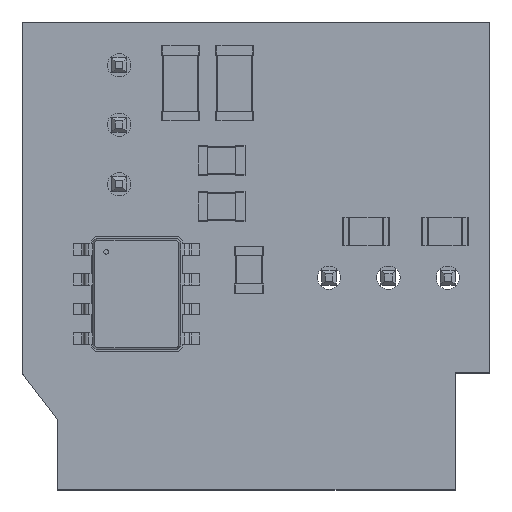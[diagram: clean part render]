
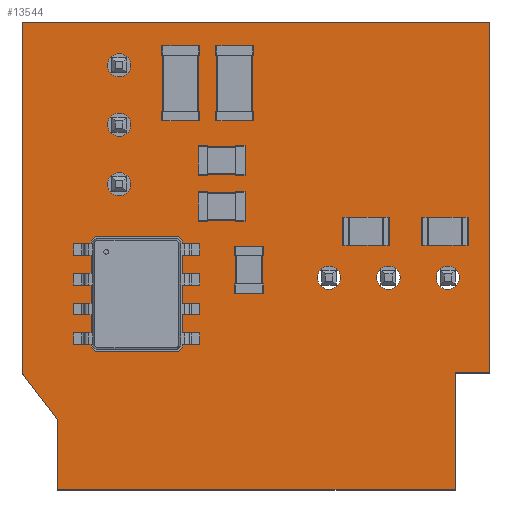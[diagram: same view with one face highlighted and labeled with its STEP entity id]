
A CAD part, top view. The second image highlights one B-rep face of the part: STEP entity #13544.
In plain terms, the highlighted planar face has unit normal (0, 0, 1).
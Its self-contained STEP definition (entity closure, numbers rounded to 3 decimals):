
#13246 = VERTEX_POINT('',#13247);
#13247 = CARTESIAN_POINT('',(45.,-40.,1.606));
#13253 = EDGE_CURVE('',#13246,#13254,#13256,.T.);
#13254 = VERTEX_POINT('',#13255);
#13255 = CARTESIAN_POINT('',(43.515,-40.,1.606));
#13256 = LINE('',#13257,#13258);
#13257 = CARTESIAN_POINT('',(45.,-40.,1.606));
#13258 = VECTOR('',#13259,1.);
#13259 = DIRECTION('',(-1.,0.,0.));
#13286 = VERTEX_POINT('',#13287);
#13287 = CARTESIAN_POINT('',(45.,-25.,1.606));
#13293 = EDGE_CURVE('',#13286,#13246,#13294,.T.);
#13294 = LINE('',#13295,#13296);
#13295 = CARTESIAN_POINT('',(45.,-25.,1.606));
#13296 = VECTOR('',#13297,1.);
#13297 = DIRECTION('',(0.,-1.,0.));
#13315 = EDGE_CURVE('',#13254,#13316,#13318,.T.);
#13316 = VERTEX_POINT('',#13317);
#13317 = CARTESIAN_POINT('',(43.515,-45.,1.606));
#13318 = LINE('',#13319,#13320);
#13319 = CARTESIAN_POINT('',(43.515,-40.,1.606));
#13320 = VECTOR('',#13321,1.);
#13321 = DIRECTION('',(0.,-1.,0.));
#13544 = ADVANCED_FACE('',(#13545,#13588,#13599,#13610,#13621,#13632,
    #13643,#13654,#13665,#13676,#13687,#13698,#13709,#13720,#13731),
  #13742,.F.);
#13545 = FACE_BOUND('',#13546,.F.);
#13546 = EDGE_LOOP('',(#13547,#13548,#13549,#13557,#13565,#13573,#13581,
    #13587));
#13547 = ORIENTED_EDGE('',*,*,#13253,.T.);
#13548 = ORIENTED_EDGE('',*,*,#13315,.T.);
#13549 = ORIENTED_EDGE('',*,*,#13550,.T.);
#13550 = EDGE_CURVE('',#13316,#13551,#13553,.T.);
#13551 = VERTEX_POINT('',#13552);
#13552 = CARTESIAN_POINT('',(26.515,-45.,1.606));
#13553 = LINE('',#13554,#13555);
#13554 = CARTESIAN_POINT('',(43.515,-45.,1.606));
#13555 = VECTOR('',#13556,1.);
#13556 = DIRECTION('',(-1.,0.,0.));
#13557 = ORIENTED_EDGE('',*,*,#13558,.T.);
#13558 = EDGE_CURVE('',#13551,#13559,#13561,.T.);
#13559 = VERTEX_POINT('',#13560);
#13560 = CARTESIAN_POINT('',(26.515,-42.,1.606));
#13561 = LINE('',#13562,#13563);
#13562 = CARTESIAN_POINT('',(26.515,-45.,1.606));
#13563 = VECTOR('',#13564,1.);
#13564 = DIRECTION('',(0.,1.,0.));
#13565 = ORIENTED_EDGE('',*,*,#13566,.T.);
#13566 = EDGE_CURVE('',#13559,#13567,#13569,.T.);
#13567 = VERTEX_POINT('',#13568);
#13568 = CARTESIAN_POINT('',(25.,-40.,1.606));
#13569 = LINE('',#13570,#13571);
#13570 = CARTESIAN_POINT('',(26.515,-42.,1.606));
#13571 = VECTOR('',#13572,1.);
#13572 = DIRECTION('',(-0.604,0.797,0.));
#13573 = ORIENTED_EDGE('',*,*,#13574,.T.);
#13574 = EDGE_CURVE('',#13567,#13575,#13577,.T.);
#13575 = VERTEX_POINT('',#13576);
#13576 = CARTESIAN_POINT('',(25.,-25.,1.606));
#13577 = LINE('',#13578,#13579);
#13578 = CARTESIAN_POINT('',(25.,-40.,1.606));
#13579 = VECTOR('',#13580,1.);
#13580 = DIRECTION('',(0.,1.,0.));
#13581 = ORIENTED_EDGE('',*,*,#13582,.T.);
#13582 = EDGE_CURVE('',#13575,#13286,#13583,.T.);
#13583 = LINE('',#13584,#13585);
#13584 = CARTESIAN_POINT('',(25.,-25.,1.606));
#13585 = VECTOR('',#13586,1.);
#13586 = DIRECTION('',(1.,0.,0.));
#13587 = ORIENTED_EDGE('',*,*,#13293,.T.);
#13588 = FACE_BOUND('',#13589,.F.);
#13589 = EDGE_LOOP('',(#13590));
#13590 = ORIENTED_EDGE('',*,*,#13591,.F.);
#13591 = EDGE_CURVE('',#13592,#13592,#13594,.T.);
#13592 = VERTEX_POINT('',#13593);
#13593 = CARTESIAN_POINT('',(43.2,-36.43,1.606));
#13594 = CIRCLE('',#13595,0.5);
#13595 = AXIS2_PLACEMENT_3D('',#13596,#13597,#13598);
#13596 = CARTESIAN_POINT('',(43.2,-35.93,1.606));
#13597 = DIRECTION('',(-0.,0.,-1.));
#13598 = DIRECTION('',(-0.,-1.,0.));
#13599 = FACE_BOUND('',#13600,.F.);
#13600 = EDGE_LOOP('',(#13601));
#13601 = ORIENTED_EDGE('',*,*,#13602,.F.);
#13602 = EDGE_CURVE('',#13603,#13603,#13605,.T.);
#13603 = VERTEX_POINT('',#13604);
#13604 = CARTESIAN_POINT('',(40.66,-36.43,1.606));
#13605 = CIRCLE('',#13606,0.5);
#13606 = AXIS2_PLACEMENT_3D('',#13607,#13608,#13609);
#13607 = CARTESIAN_POINT('',(40.66,-35.93,1.606));
#13608 = DIRECTION('',(-0.,0.,-1.));
#13609 = DIRECTION('',(-0.,-1.,0.));
#13610 = FACE_BOUND('',#13611,.F.);
#13611 = EDGE_LOOP('',(#13612));
#13612 = ORIENTED_EDGE('',*,*,#13613,.F.);
#13613 = EDGE_CURVE('',#13614,#13614,#13616,.T.);
#13614 = VERTEX_POINT('',#13615);
#13615 = CARTESIAN_POINT('',(38.12,-36.43,1.606));
#13616 = CIRCLE('',#13617,0.5);
#13617 = AXIS2_PLACEMENT_3D('',#13618,#13619,#13620);
#13618 = CARTESIAN_POINT('',(38.12,-35.93,1.606));
#13619 = DIRECTION('',(-0.,0.,-1.));
#13620 = DIRECTION('',(-0.,-1.,0.));
#13621 = FACE_BOUND('',#13622,.F.);
#13622 = EDGE_LOOP('',(#13623));
#13623 = ORIENTED_EDGE('',*,*,#13624,.F.);
#13624 = EDGE_CURVE('',#13625,#13625,#13627,.T.);
#13625 = VERTEX_POINT('',#13626);
#13626 = CARTESIAN_POINT('',(30.5,-38.58,1.606));
#13627 = CIRCLE('',#13628,0.15);
#13628 = AXIS2_PLACEMENT_3D('',#13629,#13630,#13631);
#13629 = CARTESIAN_POINT('',(30.5,-38.43,1.606));
#13630 = DIRECTION('',(-0.,0.,-1.));
#13631 = DIRECTION('',(-0.,-1.,0.));
#13632 = FACE_BOUND('',#13633,.F.);
#13633 = EDGE_LOOP('',(#13634));
#13634 = ORIENTED_EDGE('',*,*,#13635,.F.);
#13635 = EDGE_CURVE('',#13636,#13636,#13638,.T.);
#13636 = VERTEX_POINT('',#13637);
#13637 = CARTESIAN_POINT('',(29.3,-38.58,1.606));
#13638 = CIRCLE('',#13639,0.15);
#13639 = AXIS2_PLACEMENT_3D('',#13640,#13641,#13642);
#13640 = CARTESIAN_POINT('',(29.3,-38.43,1.606));
#13641 = DIRECTION('',(-0.,0.,-1.));
#13642 = DIRECTION('',(0.,-1.,-0.));
#13643 = FACE_BOUND('',#13644,.F.);
#13644 = EDGE_LOOP('',(#13645));
#13645 = ORIENTED_EDGE('',*,*,#13646,.F.);
#13646 = EDGE_CURVE('',#13647,#13647,#13649,.T.);
#13647 = VERTEX_POINT('',#13648);
#13648 = CARTESIAN_POINT('',(30.5,-37.48,1.606));
#13649 = CIRCLE('',#13650,0.15);
#13650 = AXIS2_PLACEMENT_3D('',#13651,#13652,#13653);
#13651 = CARTESIAN_POINT('',(30.5,-37.33,1.606));
#13652 = DIRECTION('',(-0.,0.,-1.));
#13653 = DIRECTION('',(-0.,-1.,0.));
#13654 = FACE_BOUND('',#13655,.F.);
#13655 = EDGE_LOOP('',(#13656));
#13656 = ORIENTED_EDGE('',*,*,#13657,.F.);
#13657 = EDGE_CURVE('',#13658,#13658,#13660,.T.);
#13658 = VERTEX_POINT('',#13659);
#13659 = CARTESIAN_POINT('',(29.3,-37.48,1.606));
#13660 = CIRCLE('',#13661,0.15);
#13661 = AXIS2_PLACEMENT_3D('',#13662,#13663,#13664);
#13662 = CARTESIAN_POINT('',(29.3,-37.33,1.606));
#13663 = DIRECTION('',(-0.,0.,-1.));
#13664 = DIRECTION('',(0.,-1.,-0.));
#13665 = FACE_BOUND('',#13666,.F.);
#13666 = EDGE_LOOP('',(#13667));
#13667 = ORIENTED_EDGE('',*,*,#13668,.F.);
#13668 = EDGE_CURVE('',#13669,#13669,#13671,.T.);
#13669 = VERTEX_POINT('',#13670);
#13670 = CARTESIAN_POINT('',(30.5,-36.18,1.606));
#13671 = CIRCLE('',#13672,0.15);
#13672 = AXIS2_PLACEMENT_3D('',#13673,#13674,#13675);
#13673 = CARTESIAN_POINT('',(30.5,-36.03,1.606));
#13674 = DIRECTION('',(-0.,0.,-1.));
#13675 = DIRECTION('',(-0.,-1.,0.));
#13676 = FACE_BOUND('',#13677,.F.);
#13677 = EDGE_LOOP('',(#13678));
#13678 = ORIENTED_EDGE('',*,*,#13679,.F.);
#13679 = EDGE_CURVE('',#13680,#13680,#13682,.T.);
#13680 = VERTEX_POINT('',#13681);
#13681 = CARTESIAN_POINT('',(29.3,-36.18,1.606));
#13682 = CIRCLE('',#13683,0.15);
#13683 = AXIS2_PLACEMENT_3D('',#13684,#13685,#13686);
#13684 = CARTESIAN_POINT('',(29.3,-36.03,1.606));
#13685 = DIRECTION('',(-0.,0.,-1.));
#13686 = DIRECTION('',(0.,-1.,-0.));
#13687 = FACE_BOUND('',#13688,.F.);
#13688 = EDGE_LOOP('',(#13689));
#13689 = ORIENTED_EDGE('',*,*,#13690,.F.);
#13690 = EDGE_CURVE('',#13691,#13691,#13693,.T.);
#13691 = VERTEX_POINT('',#13692);
#13692 = CARTESIAN_POINT('',(30.5,-34.98,1.606));
#13693 = CIRCLE('',#13694,0.15);
#13694 = AXIS2_PLACEMENT_3D('',#13695,#13696,#13697);
#13695 = CARTESIAN_POINT('',(30.5,-34.83,1.606));
#13696 = DIRECTION('',(-0.,0.,-1.));
#13697 = DIRECTION('',(-0.,-1.,0.));
#13698 = FACE_BOUND('',#13699,.F.);
#13699 = EDGE_LOOP('',(#13700));
#13700 = ORIENTED_EDGE('',*,*,#13701,.F.);
#13701 = EDGE_CURVE('',#13702,#13702,#13704,.T.);
#13702 = VERTEX_POINT('',#13703);
#13703 = CARTESIAN_POINT('',(29.3,-34.98,1.606));
#13704 = CIRCLE('',#13705,0.15);
#13705 = AXIS2_PLACEMENT_3D('',#13706,#13707,#13708);
#13706 = CARTESIAN_POINT('',(29.3,-34.83,1.606));
#13707 = DIRECTION('',(-0.,0.,-1.));
#13708 = DIRECTION('',(0.,-1.,-0.));
#13709 = FACE_BOUND('',#13710,.F.);
#13710 = EDGE_LOOP('',(#13711));
#13711 = ORIENTED_EDGE('',*,*,#13712,.F.);
#13712 = EDGE_CURVE('',#13713,#13713,#13715,.T.);
#13713 = VERTEX_POINT('',#13714);
#13714 = CARTESIAN_POINT('',(29.15,-32.43,1.606));
#13715 = CIRCLE('',#13716,0.5);
#13716 = AXIS2_PLACEMENT_3D('',#13717,#13718,#13719);
#13717 = CARTESIAN_POINT('',(29.15,-31.93,1.606));
#13718 = DIRECTION('',(-0.,0.,-1.));
#13719 = DIRECTION('',(-0.,-1.,0.));
#13720 = FACE_BOUND('',#13721,.F.);
#13721 = EDGE_LOOP('',(#13722));
#13722 = ORIENTED_EDGE('',*,*,#13723,.F.);
#13723 = EDGE_CURVE('',#13724,#13724,#13726,.T.);
#13724 = VERTEX_POINT('',#13725);
#13725 = CARTESIAN_POINT('',(29.15,-29.89,1.606));
#13726 = CIRCLE('',#13727,0.5);
#13727 = AXIS2_PLACEMENT_3D('',#13728,#13729,#13730);
#13728 = CARTESIAN_POINT('',(29.15,-29.39,1.606));
#13729 = DIRECTION('',(-0.,0.,-1.));
#13730 = DIRECTION('',(-0.,-1.,0.));
#13731 = FACE_BOUND('',#13732,.F.);
#13732 = EDGE_LOOP('',(#13733));
#13733 = ORIENTED_EDGE('',*,*,#13734,.F.);
#13734 = EDGE_CURVE('',#13735,#13735,#13737,.T.);
#13735 = VERTEX_POINT('',#13736);
#13736 = CARTESIAN_POINT('',(29.15,-27.35,1.606));
#13737 = CIRCLE('',#13738,0.5);
#13738 = AXIS2_PLACEMENT_3D('',#13739,#13740,#13741);
#13739 = CARTESIAN_POINT('',(29.15,-26.85,1.606));
#13740 = DIRECTION('',(-0.,0.,-1.));
#13741 = DIRECTION('',(-0.,-1.,0.));
#13742 = PLANE('',#13743);
#13743 = AXIS2_PLACEMENT_3D('',#13744,#13745,#13746);
#13744 = CARTESIAN_POINT('',(35.1,-34.753,1.606));
#13745 = DIRECTION('',(-0.,-0.,-1.));
#13746 = DIRECTION('',(-1.,0.,0.));
